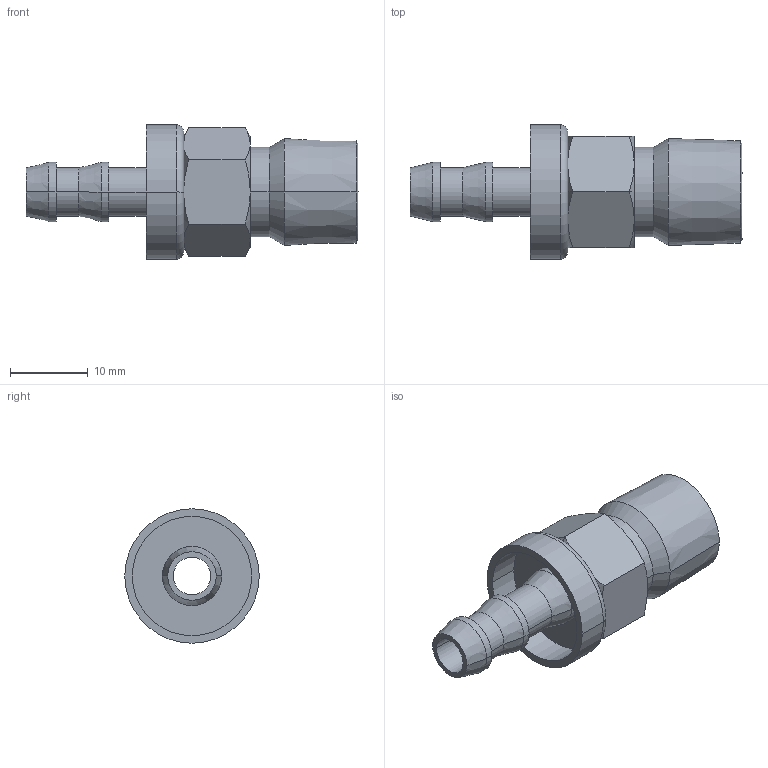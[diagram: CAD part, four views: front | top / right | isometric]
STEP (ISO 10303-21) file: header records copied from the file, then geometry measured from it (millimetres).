
FILE_DESCRIPTION(('starvars output'),'2;1');
FILE_NAME('tin25940.stp','13:38:45 2015/09/10',( 'Thomas Industrial Network Germany GmbH'),( 'Thomas Industrial Network Germany GmbH'),'unknown preprocess','ACIS' ,'unknown authorization');
FILE_SCHEMA(('AUTOMOTIVE_DESIGN_CC2 {UNKNOWN IMPLEMENTATION LEVEL}'));
Length unit declared in the file: millimetre
Products named in the file (2): PRODUCT_ID_1; PRODUCT_ID_2
Bounding box: 42.67 x 17.27 x 17.27 mm (x, y, z)
Volume: 3662.5 mm3; surface area: 3259.2 mm2
Topology: 2 solids, 2 shells, 65 faces, 134 edges, 78 vertices
Faces by surface type: cone 28, cylinder 20, plane 15, torus 2
Entity records: 2033 total; most frequent: ORIENTED_EDGE 268, CARTESIAN_POINT 256, DIRECTION 170, EDGE_CURVE 134, VERTEX_POINT 78, EDGE_LOOP 74, FACE_BOUND 74, STYLED_ITEM 67
